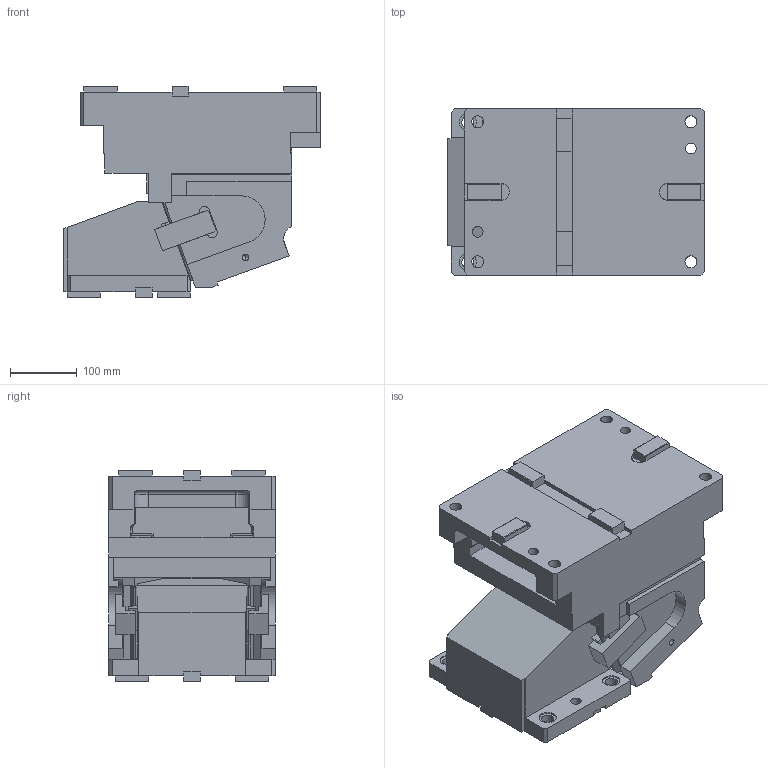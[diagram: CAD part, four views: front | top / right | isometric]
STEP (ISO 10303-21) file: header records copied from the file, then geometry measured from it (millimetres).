
FILE_DESCRIPTION(('CATIA V5 STEP Exchange'),'2;1');
FILE_NAME('CACV_250_70.stp','2015-04-24T14:16:03+00:00',('none'),('none'),'CATIA Version 5 Release 19 SP 2 (IN-10)','CATIA V5 STEP AP203','none');
FILE_SCHEMA(('CONFIG_CONTROL_DESIGN'));
Length unit declared in the file: millimetre
Products named in the file (1): CACV_250_70
Bounding box: 385 x 250 x 318 mm (x, y, z)
Volume: 17080282.6 mm3; surface area: 1025099 mm2
Topology: 3 solids, 8 shells, 604 faces, 1753 edges, 1147 vertices
Faces by surface type: plane 411, cylinder 161, cone 18, bspline 10, torus 4
Entity records: 19956 total; most frequent: CARTESIAN_POINT 4727, ORIENTED_EDGE 3428, DIRECTION 2645, EDGE_CURVE 1714, VECTOR 1369, LINE 1369, VERTEX_POINT 1138, AXIS2_PLACEMENT_3D 751
